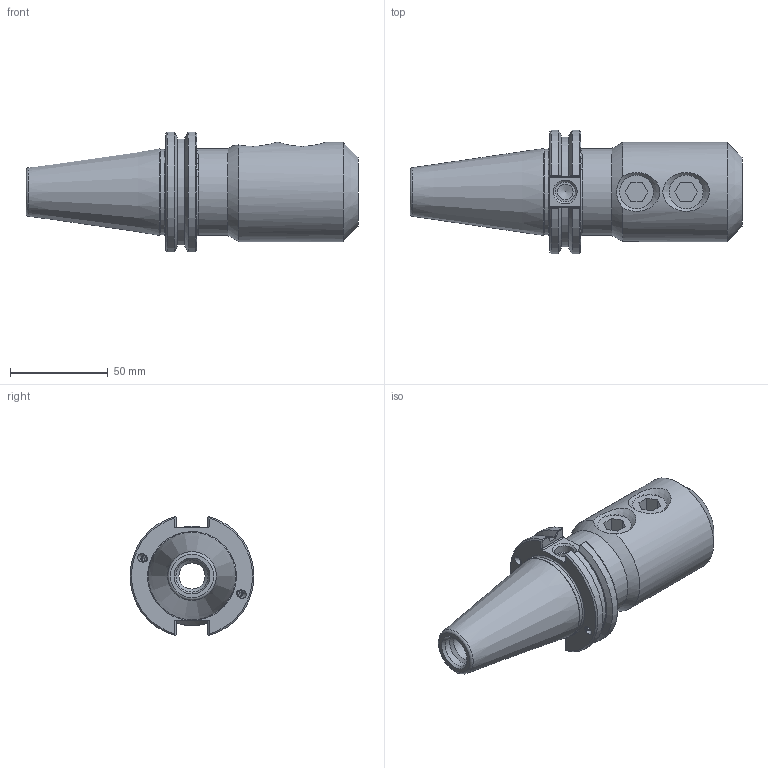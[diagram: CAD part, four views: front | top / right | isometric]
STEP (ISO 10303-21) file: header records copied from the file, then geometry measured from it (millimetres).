
FILE_DESCRIPTION((''),'2;1');
FILE_NAME('C40BC-10EM4.stp','2015-03-17T14:41:00',('blaste'),(''),'Autodesk Inventor 2012','Autodesk Inventor 2012','');
FILE_SCHEMA(('AUTOMOTIVE_DESIGN { 1 0 10303 214 1 1 1 1 }'));
Length unit declared in the file: inch
Products named in the file (4): C40BC-10EM4; C40BC-10EM4-1; 029-926; 029-965
Assembly tree (7 placements, depth 2):
  C40BC-10EM4
    C40BC-10EM4-1
    029-926  x2
    029-965  x4
Bounding box: 169.85 x 63.26 x 61.11 mm (x, y, z)
Volume: 196538.3 mm3; surface area: 45176.9 mm2
Topology: 7 solids, 7 shells, 197 faces, 468 edges, 303 vertices
Faces by surface type: plane 95, cylinder 51, cone 36, bspline 8, sphere 4, torus 3
Full cylindrical faces by diameter (mm): 3.3 x4, 4 x8, 4.1 x4, 4.2 x4, 8 x1, 10.135 x1, 13.386 x1, 16.459 x1, 17.323 x2, 19.05 x2, 25.4 x1, 26.416 x1, 43.942 x1, 44.45 x1, 50.8 x1
Entity records: 5231 total; most frequent: CARTESIAN_POINT 2034, DIRECTION 594, ORIENTED_EDGE 574, EDGE_CURVE 287, AXIS2_PLACEMENT_3D 238, VERTEX_POINT 208, EDGE_LOOP 203, FACE_OUTER_BOUND 137
